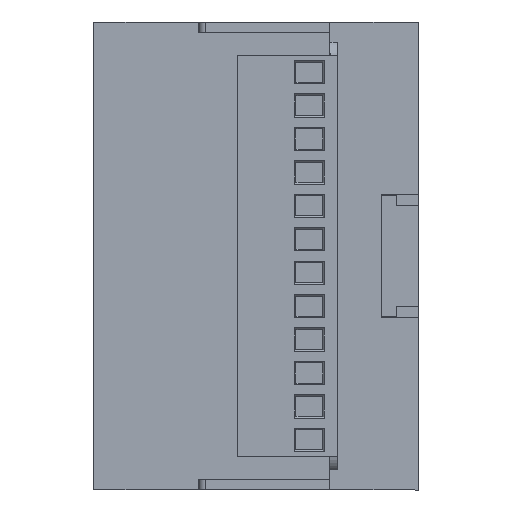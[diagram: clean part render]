
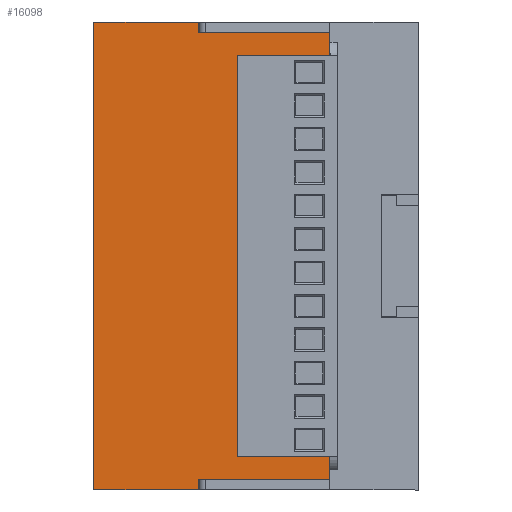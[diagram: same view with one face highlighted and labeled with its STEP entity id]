
A CAD part, left-side view. The second image highlights one B-rep face of the part: STEP entity #16098.
In plain terms, the highlighted face is planar.
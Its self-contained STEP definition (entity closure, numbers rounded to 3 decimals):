
#1033 = EDGE_CURVE ( 'NONE', #11576, #4004, #5033, .T. ) ;
#1109 = ORIENTED_EDGE ( 'NONE', *, *, #16197, .F. ) ;
#1118 = LINE ( 'NONE', #6144, #19318 ) ;
#1972 = VECTOR ( 'NONE', #9031, 1000. ) ;
#2312 = VECTOR ( 'NONE', #17109, 1000. ) ;
#2949 = DIRECTION ( 'NONE',  ( 0., 1., 0. ) ) ;
#2970 = EDGE_LOOP ( 'NONE', ( #1109, #6557, #3510, #20452, #23701, #16150, #8057, #23060 ) ) ;
#3123 = VERTEX_POINT ( 'NONE', #6007 ) ;
#3506 = VECTOR ( 'NONE', #2949, 1000. ) ;
#3510 = ORIENTED_EDGE ( 'NONE', *, *, #12771, .T. ) ;
#3546 = LINE ( 'NONE', #15249, #24342 ) ;
#3630 = CARTESIAN_POINT ( 'NONE',  ( 40., 35.3, 35. ) ) ;
#3766 = EDGE_CURVE ( 'NONE', #17717, #12250, #10533, .T. ) ;
#4004 = VERTEX_POINT ( 'NONE', #22808 ) ;
#5033 = LINE ( 'NONE', #16742, #22681 ) ;
#5288 = EDGE_CURVE ( 'NONE', #3123, #17717, #14234, .T. ) ;
#6007 = CARTESIAN_POINT ( 'NONE',  ( 40., 19.6, -35. ) ) ;
#6144 = CARTESIAN_POINT ( 'NONE',  ( 40., 19.6, 35. ) ) ;
#6557 = ORIENTED_EDGE ( 'NONE', *, *, #10311, .F. ) ;
#7506 = VERTEX_POINT ( 'NONE', #22521 ) ;
#7610 = AXIS2_PLACEMENT_3D ( 'NONE', #20823, #20993, #14945 ) ;
#8057 = ORIENTED_EDGE ( 'NONE', *, *, #3766, .T. ) ;
#8458 = VECTOR ( 'NONE', #21110, 1000. ) ;
#9031 = DIRECTION ( 'NONE',  ( 0., 0., 1. ) ) ;
#9986 = DIRECTION ( 'NONE',  ( 0., 0., 1. ) ) ;
#10311 = EDGE_CURVE ( 'NONE', #7506, #11351, #15996, .T. ) ;
#10533 = LINE ( 'NONE', #24169, #20618 ) ;
#11034 = CARTESIAN_POINT ( 'NONE',  ( 40., 19.6, 35. ) ) ;
#11135 = CARTESIAN_POINT ( 'NONE',  ( 40., 19.6, -35. ) ) ;
#11351 = VERTEX_POINT ( 'NONE', #12896 ) ;
#11576 = VERTEX_POINT ( 'NONE', #17281 ) ;
#12034 = VERTEX_POINT ( 'NONE', #20763 ) ;
#12250 = VERTEX_POINT ( 'NONE', #3630 ) ;
#12318 = CARTESIAN_POINT ( 'NONE',  ( 40., 35.3, -35. ) ) ;
#12618 = DIRECTION ( 'NONE',  ( 0., 1., 0. ) ) ;
#12771 = EDGE_CURVE ( 'NONE', #7506, #11576, #3546, .T. ) ;
#12896 = CARTESIAN_POINT ( 'NONE',  ( 40., 19.6, 33.5 ) ) ;
#14234 = LINE ( 'NONE', #11135, #3506 ) ;
#14813 = EDGE_CURVE ( 'NONE', #12034, #12250, #1118, .T. ) ;
#14945 = DIRECTION ( 'NONE',  ( 0., 0., 1. ) ) ;
#15249 = CARTESIAN_POINT ( 'NONE',  ( 40., 0., 33.5 ) ) ;
#15996 = LINE ( 'NONE', #23049, #8458 ) ;
#16098 = ADVANCED_FACE ( 'NONE', ( #23374 ), #24683, .F. ) ;
#16150 = ORIENTED_EDGE ( 'NONE', *, *, #5288, .T. ) ;
#16197 = EDGE_CURVE ( 'NONE', #11351, #12034, #19593, .T. ) ;
#16742 = CARTESIAN_POINT ( 'NONE',  ( 40., -67.017, -33.5 ) ) ;
#17109 = DIRECTION ( 'NONE',  ( 0., 0., 1. ) ) ;
#17281 = CARTESIAN_POINT ( 'NONE',  ( 40., 0., -33.5 ) ) ;
#17477 = CARTESIAN_POINT ( 'NONE',  ( 40., 19.6, 35. ) ) ;
#17717 = VERTEX_POINT ( 'NONE', #12318 ) ;
#18047 = LINE ( 'NONE', #11034, #2312 ) ;
#19318 = VECTOR ( 'NONE', #24441, 1000. ) ;
#19593 = LINE ( 'NONE', #17477, #1972 ) ;
#20452 = ORIENTED_EDGE ( 'NONE', *, *, #1033, .T. ) ;
#20618 = VECTOR ( 'NONE', #9986, 1000. ) ;
#20763 = CARTESIAN_POINT ( 'NONE',  ( 40., 19.6, 35. ) ) ;
#20823 = CARTESIAN_POINT ( 'NONE',  ( 40., 19.6, 35. ) ) ;
#20993 = DIRECTION ( 'NONE',  ( -1., 0., 0. ) ) ;
#21110 = DIRECTION ( 'NONE',  ( 0., 1., 0. ) ) ;
#22521 = CARTESIAN_POINT ( 'NONE',  ( 40., 0., 33.5 ) ) ;
#22681 = VECTOR ( 'NONE', #12618, 1000. ) ;
#22808 = CARTESIAN_POINT ( 'NONE',  ( 40., 19.6, -33.5 ) ) ;
#23049 = CARTESIAN_POINT ( 'NONE',  ( 40., -67.017, 33.5 ) ) ;
#23060 = ORIENTED_EDGE ( 'NONE', *, *, #14813, .F. ) ;
#23323 = DIRECTION ( 'NONE',  ( 0., 0., -1. ) ) ;
#23374 = FACE_OUTER_BOUND ( 'NONE', #2970, .T. ) ;
#23701 = ORIENTED_EDGE ( 'NONE', *, *, #25989, .F. ) ;
#24169 = CARTESIAN_POINT ( 'NONE',  ( 40., 35.3, 35. ) ) ;
#24342 = VECTOR ( 'NONE', #23323, 1000. ) ;
#24441 = DIRECTION ( 'NONE',  ( 0., 1., 0. ) ) ;
#24683 = PLANE ( 'NONE',  #7610 ) ;
#25989 = EDGE_CURVE ( 'NONE', #3123, #4004, #18047, .T. ) ;
